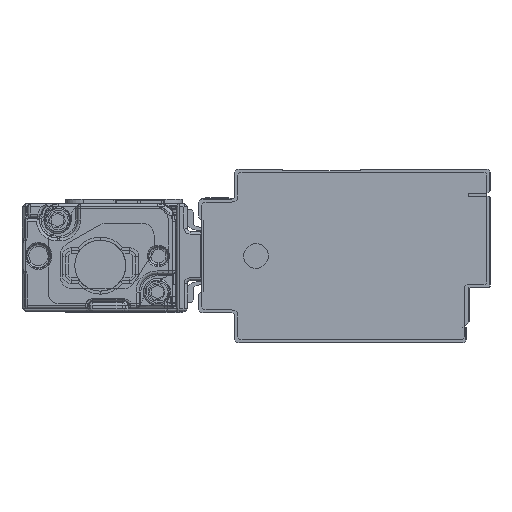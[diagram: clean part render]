
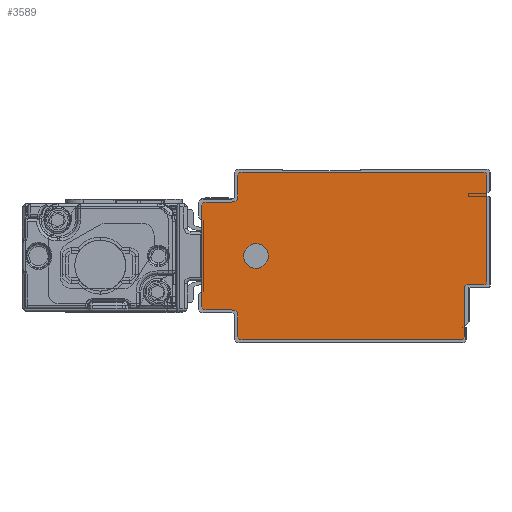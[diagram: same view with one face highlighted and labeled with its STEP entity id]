
A CAD part, left-side view. The second image highlights one B-rep face of the part: STEP entity #3589.
In plain terms, the highlighted planar face has unit normal (-1, 0, 0).
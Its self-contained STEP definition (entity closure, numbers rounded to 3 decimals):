
#2038=AXIS2_PLACEMENT_3D('Circle Axis2P3D',#2036,#2037,$) ;
#2076=AXIS2_PLACEMENT_3D('Circle Axis2P3D',#2074,#2075,$) ;
#2114=AXIS2_PLACEMENT_3D('Circle Axis2P3D',#2112,#2113,$) ;
#2152=AXIS2_PLACEMENT_3D('Circle Axis2P3D',#2150,#2151,$) ;
#3459=AXIS2_PLACEMENT_3D('Circle Axis2P3D',#3457,#3458,$) ;
#3479=AXIS2_PLACEMENT_3D('Plane Axis2P3D',#3476,#3477,#3478) ;
#3483=AXIS2_PLACEMENT_3D('Circle Axis2P3D',#3481,#3482,$) ;
#3497=AXIS2_PLACEMENT_3D('Circle Axis2P3D',#3495,#3496,$) ;
#3511=AXIS2_PLACEMENT_3D('Circle Axis2P3D',#3509,#3510,$) ;
#3525=AXIS2_PLACEMENT_3D('Circle Axis2P3D',#3523,#3524,$) ;
#3539=AXIS2_PLACEMENT_3D('Circle Axis2P3D',#3537,#3538,$) ;
#3573=AXIS2_PLACEMENT_3D('Circle Axis2P3D',#3571,#3572,$) ;
#3582=AXIS2_PLACEMENT_3D('Circle Axis2P3D',#3580,#3581,$) ;
#1994=CARTESIAN_POINT('Line Origine',(-1475.5,-3.5,19.1)) ;
#1998=CARTESIAN_POINT('Vertex',(-1475.5,-3.5,28.)) ;
#2000=CARTESIAN_POINT('Vertex',(-1475.5,-3.5,10.2)) ;
#2036=CARTESIAN_POINT('Axis2P3D Location',(-1475.5,-3.,28.)) ;
#2040=CARTESIAN_POINT('Vertex',(-1475.5,-3.,28.5)) ;
#2055=CARTESIAN_POINT('Line Origine',(-1475.5,17.25,28.5)) ;
#2059=CARTESIAN_POINT('Vertex',(-1475.5,37.5,28.5)) ;
#2074=CARTESIAN_POINT('Axis2P3D Location',(-1475.5,37.5,28.)) ;
#2078=CARTESIAN_POINT('Vertex',(-1475.5,38.,28.)) ;
#2093=CARTESIAN_POINT('Line Origine',(-1475.5,38.,26.25)) ;
#2097=CARTESIAN_POINT('Vertex',(-1475.5,38.,24.5)) ;
#2112=CARTESIAN_POINT('Axis2P3D Location',(-1475.5,39.,24.5)) ;
#2116=CARTESIAN_POINT('Vertex',(-1475.5,39.,23.5)) ;
#2131=CARTESIAN_POINT('Line Origine',(-1475.5,41.25,23.5)) ;
#2135=CARTESIAN_POINT('Vertex',(-1475.5,43.5,23.5)) ;
#2150=CARTESIAN_POINT('Axis2P3D Location',(-1475.5,43.5,23.)) ;
#2154=CARTESIAN_POINT('Vertex',(-1475.5,44.,23.)) ;
#2169=CARTESIAN_POINT('Line Origine',(-1475.5,44.,14.5)) ;
#2173=CARTESIAN_POINT('Vertex',(-1475.5,44.,6.)) ;
#3457=CARTESIAN_POINT('Axis2P3D Location',(-1475.5,-3.,10.2)) ;
#3461=CARTESIAN_POINT('Vertex',(-1475.5,-3.,9.7)) ;
#3476=CARTESIAN_POINT('Axis2P3D Location',(-1475.5,0.,0.)) ;
#3481=CARTESIAN_POINT('Axis2P3D Location',(-1475.5,43.5,6.)) ;
#3485=CARTESIAN_POINT('Vertex',(-1475.5,43.5,5.5)) ;
#3488=CARTESIAN_POINT('Line Origine',(-1475.5,41.25,5.5)) ;
#3492=CARTESIAN_POINT('Vertex',(-1475.5,39.,5.5)) ;
#3495=CARTESIAN_POINT('Axis2P3D Location',(-1475.5,39.,4.5)) ;
#3499=CARTESIAN_POINT('Vertex',(-1475.5,38.,4.5)) ;
#3502=CARTESIAN_POINT('Line Origine',(-1475.5,38.,2.75)) ;
#3506=CARTESIAN_POINT('Vertex',(-1475.5,38.,1.)) ;
#3509=CARTESIAN_POINT('Axis2P3D Location',(-1475.5,37.5,1.)) ;
#3513=CARTESIAN_POINT('Vertex',(-1475.5,37.5,0.5)) ;
#3516=CARTESIAN_POINT('Line Origine',(-1475.5,19.15,0.5)) ;
#3520=CARTESIAN_POINT('Vertex',(-1475.5,0.8,0.5)) ;
#3523=CARTESIAN_POINT('Axis2P3D Location',(-1475.5,0.8,1.)) ;
#3527=CARTESIAN_POINT('Vertex',(-1475.5,0.3,1.)) ;
#3530=CARTESIAN_POINT('Line Origine',(-1475.5,0.3,5.1)) ;
#3534=CARTESIAN_POINT('Vertex',(-1475.5,0.3,9.2)) ;
#3537=CARTESIAN_POINT('Axis2P3D Location',(-1475.5,-0.2,9.2)) ;
#3541=CARTESIAN_POINT('Vertex',(-1475.5,-0.2,9.7)) ;
#3544=CARTESIAN_POINT('Line Origine',(-1475.5,-1.6,9.7)) ;
#3571=CARTESIAN_POINT('Axis2P3D Location',(-1475.5,35.,14.5)) ;
#3575=CARTESIAN_POINT('Vertex',(-1475.5,33.186,13.509)) ;
#3577=CARTESIAN_POINT('Vertex',(-1475.5,36.814,15.491)) ;
#3580=CARTESIAN_POINT('Axis2P3D Location',(-1475.5,35.,14.5)) ;
#1995=DIRECTION('Vector Direction',(0.,0.,-1.)) ;
#2037=DIRECTION('Axis2P3D Direction',(1.,0.,0.)) ;
#2056=DIRECTION('Vector Direction',(0.,1.,0.)) ;
#2075=DIRECTION('Axis2P3D Direction',(1.,0.,0.)) ;
#2094=DIRECTION('Vector Direction',(0.,0.,1.)) ;
#2113=DIRECTION('Axis2P3D Direction',(1.,0.,0.)) ;
#2132=DIRECTION('Vector Direction',(0.,1.,0.)) ;
#2151=DIRECTION('Axis2P3D Direction',(1.,0.,0.)) ;
#2170=DIRECTION('Vector Direction',(0.,0.,1.)) ;
#3458=DIRECTION('Axis2P3D Direction',(1.,0.,0.)) ;
#3477=DIRECTION('Axis2P3D Direction',(1.,0.,0.)) ;
#3478=DIRECTION('Axis2P3D XDirection',(0.,1.,0.)) ;
#3482=DIRECTION('Axis2P3D Direction',(1.,0.,0.)) ;
#3489=DIRECTION('Vector Direction',(0.,-1.,0.)) ;
#3496=DIRECTION('Axis2P3D Direction',(1.,0.,0.)) ;
#3503=DIRECTION('Vector Direction',(0.,0.,1.)) ;
#3510=DIRECTION('Axis2P3D Direction',(1.,0.,0.)) ;
#3517=DIRECTION('Vector Direction',(0.,-1.,0.)) ;
#3524=DIRECTION('Axis2P3D Direction',(1.,0.,0.)) ;
#3531=DIRECTION('Vector Direction',(0.,0.,-1.)) ;
#3538=DIRECTION('Axis2P3D Direction',(1.,0.,0.)) ;
#3545=DIRECTION('Vector Direction',(0.,1.,0.)) ;
#3572=DIRECTION('Axis2P3D Direction',(1.,0.,0.)) ;
#3581=DIRECTION('Axis2P3D Direction',(1.,0.,0.)) ;
#1996=VECTOR('Line Direction',#1995,1.) ;
#2057=VECTOR('Line Direction',#2056,1.) ;
#2095=VECTOR('Line Direction',#2094,1.) ;
#2133=VECTOR('Line Direction',#2132,1.) ;
#2171=VECTOR('Line Direction',#2170,1.) ;
#3490=VECTOR('Line Direction',#3489,1.) ;
#3504=VECTOR('Line Direction',#3503,1.) ;
#3518=VECTOR('Line Direction',#3517,1.) ;
#3532=VECTOR('Line Direction',#3531,1.) ;
#3546=VECTOR('Line Direction',#3545,1.) ;
#3550=ORIENTED_EDGE('',*,*,#2061,.F.) ;
#3551=ORIENTED_EDGE('',*,*,#2080,.F.) ;
#3552=ORIENTED_EDGE('',*,*,#2099,.F.) ;
#3553=ORIENTED_EDGE('',*,*,#2118,.F.) ;
#3554=ORIENTED_EDGE('',*,*,#2137,.F.) ;
#3555=ORIENTED_EDGE('',*,*,#2156,.F.) ;
#3556=ORIENTED_EDGE('',*,*,#2175,.F.) ;
#3557=ORIENTED_EDGE('',*,*,#3487,.F.) ;
#3558=ORIENTED_EDGE('',*,*,#3494,.F.) ;
#3559=ORIENTED_EDGE('',*,*,#3501,.F.) ;
#3560=ORIENTED_EDGE('',*,*,#3508,.F.) ;
#3561=ORIENTED_EDGE('',*,*,#3515,.F.) ;
#3562=ORIENTED_EDGE('',*,*,#3522,.F.) ;
#3563=ORIENTED_EDGE('',*,*,#3529,.F.) ;
#3564=ORIENTED_EDGE('',*,*,#3536,.F.) ;
#3565=ORIENTED_EDGE('',*,*,#3543,.F.) ;
#3566=ORIENTED_EDGE('',*,*,#3548,.F.) ;
#3567=ORIENTED_EDGE('',*,*,#3463,.F.) ;
#3568=ORIENTED_EDGE('',*,*,#2002,.F.) ;
#3569=ORIENTED_EDGE('',*,*,#2042,.F.) ;
#3586=ORIENTED_EDGE('',*,*,#3579,.T.) ;
#3587=ORIENTED_EDGE('',*,*,#3584,.T.) ;
#3588=FACE_BOUND('',#3585,.T.) ;
#3589=ADVANCED_FACE('\X2\FF8EFF9EFF83FF9EFF68FF70\X0\.2',(#3570,#3588),#3480,.F.) ;
#2039=CIRCLE('generated circle',#2038,0.5) ;
#2077=CIRCLE('generated circle',#2076,0.5) ;
#2115=CIRCLE('generated circle',#2114,1.) ;
#2153=CIRCLE('generated circle',#2152,0.5) ;
#3460=CIRCLE('generated circle',#3459,0.5) ;
#3484=CIRCLE('generated circle',#3483,0.5) ;
#3498=CIRCLE('generated circle',#3497,1.) ;
#3512=CIRCLE('generated circle',#3511,0.5) ;
#3526=CIRCLE('generated circle',#3525,0.5) ;
#3540=CIRCLE('generated circle',#3539,0.5) ;
#3574=CIRCLE('generated circle',#3573,2.067) ;
#3583=CIRCLE('generated circle',#3582,2.067) ;
#2002=EDGE_CURVE('',#1999,#2001,#1997,.T.) ;
#2042=EDGE_CURVE('',#2041,#1999,#2039,.T.) ;
#2061=EDGE_CURVE('',#2060,#2041,#2058,.F.) ;
#2080=EDGE_CURVE('',#2079,#2060,#2077,.T.) ;
#2099=EDGE_CURVE('',#2098,#2079,#2096,.T.) ;
#2118=EDGE_CURVE('',#2117,#2098,#2115,.F.) ;
#2137=EDGE_CURVE('',#2136,#2117,#2134,.F.) ;
#2156=EDGE_CURVE('',#2155,#2136,#2153,.T.) ;
#2175=EDGE_CURVE('',#2174,#2155,#2172,.T.) ;
#3463=EDGE_CURVE('',#2001,#3462,#3460,.T.) ;
#3487=EDGE_CURVE('',#3486,#2174,#3484,.T.) ;
#3494=EDGE_CURVE('',#3493,#3486,#3491,.F.) ;
#3501=EDGE_CURVE('',#3500,#3493,#3498,.F.) ;
#3508=EDGE_CURVE('',#3507,#3500,#3505,.T.) ;
#3515=EDGE_CURVE('',#3514,#3507,#3512,.T.) ;
#3522=EDGE_CURVE('',#3521,#3514,#3519,.F.) ;
#3529=EDGE_CURVE('',#3528,#3521,#3526,.T.) ;
#3536=EDGE_CURVE('',#3535,#3528,#3533,.T.) ;
#3543=EDGE_CURVE('',#3542,#3535,#3540,.F.) ;
#3548=EDGE_CURVE('',#3462,#3542,#3547,.T.) ;
#3579=EDGE_CURVE('',#3576,#3578,#3574,.T.) ;
#3584=EDGE_CURVE('',#3578,#3576,#3583,.T.) ;
#3549=EDGE_LOOP('',(#3550,#3551,#3552,#3553,#3554,#3555,#3556,#3557,#3558,#3559,#3560,#3561,#3562,#3563,#3564,#3565,#3566,#3567,#3568,#3569)) ;
#3585=EDGE_LOOP('',(#3586,#3587)) ;
#3570=FACE_OUTER_BOUND('',#3549,.T.) ;
#1997=LINE('Line',#1994,#1996) ;
#2058=LINE('Line',#2055,#2057) ;
#2096=LINE('Line',#2093,#2095) ;
#2134=LINE('Line',#2131,#2133) ;
#2172=LINE('Line',#2169,#2171) ;
#3491=LINE('Line',#3488,#3490) ;
#3505=LINE('Line',#3502,#3504) ;
#3519=LINE('Line',#3516,#3518) ;
#3533=LINE('Line',#3530,#3532) ;
#3547=LINE('Line',#3544,#3546) ;
#3480=PLANE('Plane',#3479) ;
#1999=VERTEX_POINT('',#1998) ;
#2001=VERTEX_POINT('',#2000) ;
#2041=VERTEX_POINT('',#2040) ;
#2060=VERTEX_POINT('',#2059) ;
#2079=VERTEX_POINT('',#2078) ;
#2098=VERTEX_POINT('',#2097) ;
#2117=VERTEX_POINT('',#2116) ;
#2136=VERTEX_POINT('',#2135) ;
#2155=VERTEX_POINT('',#2154) ;
#2174=VERTEX_POINT('',#2173) ;
#3462=VERTEX_POINT('',#3461) ;
#3486=VERTEX_POINT('',#3485) ;
#3493=VERTEX_POINT('',#3492) ;
#3500=VERTEX_POINT('',#3499) ;
#3507=VERTEX_POINT('',#3506) ;
#3514=VERTEX_POINT('',#3513) ;
#3521=VERTEX_POINT('',#3520) ;
#3528=VERTEX_POINT('',#3527) ;
#3535=VERTEX_POINT('',#3534) ;
#3542=VERTEX_POINT('',#3541) ;
#3576=VERTEX_POINT('',#3575) ;
#3578=VERTEX_POINT('',#3577) ;
